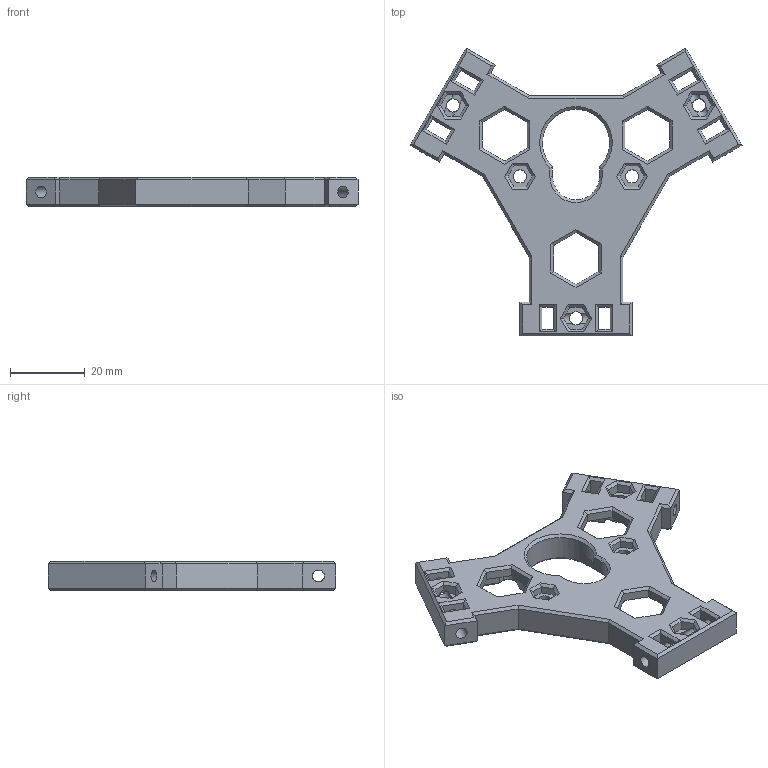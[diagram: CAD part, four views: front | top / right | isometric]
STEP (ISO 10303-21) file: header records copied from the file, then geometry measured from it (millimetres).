
FILE_DESCRIPTION(/* description */ ('Alibre Inc.'),/* implementation_level */ '2;1');
FILE_NAME(/* name */ 'export0',/* time_stamp */ '2015-07-11T13:34:06+12:00',/* author */ (''),/* organization */ (''),/* preprocessor_version */ 'ST-DEVELOPER v14',/* originating_system */ 'Alibre',/* authorisation */ '');
FILE_SCHEMA (('CONFIG_CONTROL_DESIGN'));
Length unit declared in the file: centimetre
Products named in the file (1): ID_1
Bounding box: 88.87 x 76.97 x 8 mm (x, y, z)
Volume: 14380.4 mm3; surface area: 10712 mm2
Topology: 1 solids, 1 shells, 422 faces, 1042 edges, 604 vertices
Faces by surface type: plane 311, cylinder 63, cone 28, sphere 12, torus 7, bspline 1
Full cylindrical faces by diameter (mm): 3.2 x12, 3.5 x2, 3.52 x3
Entity records: 12116 total; most frequent: CARTESIAN_POINT 2623, ORIENTED_EDGE 1996, DIRECTION 1635, EDGE_CURVE 998, VECTOR 791, LINE 791, VERTEX_POINT 595, AXIS2_PLACEMENT_3D 577
